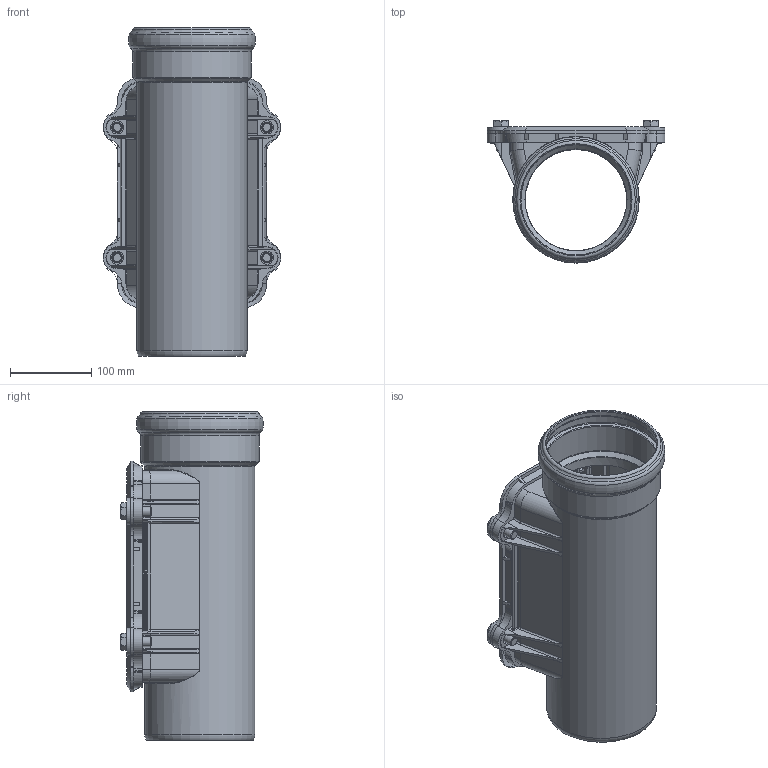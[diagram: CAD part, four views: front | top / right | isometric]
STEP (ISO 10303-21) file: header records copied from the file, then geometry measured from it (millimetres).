
FILE_DESCRIPTION(/* description */ (''),/* implementation_level */ '2;1');
FILE_NAME(/* name */ '336600 SKOLANsafeRE Reinigungsrohr DN_OD 135 Zusammenbau.stp',/* time_stamp */ '2018-01-09T14:08:34+01:00',/* author */ ('user1'),/* organization */ (''),/* preprocessor_version */ 'ST-DEVELOPER v16.1',/* originating_system */ 'Autodesk Inventor 2016',/* authorisation */ '');
FILE_SCHEMA (('AUTOMOTIVE_DESIGN { 1 0 10303 214 3 1 1 }'));
Length unit declared in the file: millimetre
Products named in the file (4): 336600 SKRE Reinigungsrohr DN_OD 135; 336600 SKRE Reinigungsrohr DN_OD 135 Deckel; ISO 4017 - M12 x 30DIN EN; 336600 SKOLANsafeRE Reinigungsrohr DN_OD 135 Zusammenbau
Assembly tree (6 placements, depth 2):
  336600 SKOLANsafeRE Reinigungsrohr DN_OD 135 Zusammenbau
    336600 SKRE Reinigungsrohr DN_OD 135
    336600 SKRE Reinigungsrohr DN_OD 135 Deckel
    ISO 4017 - M12 x 30DIN EN  x4
Bounding box: 218 x 174.79 x 403.5 mm (x, y, z)
Volume: 1446572.3 mm3; surface area: 568548.5 mm2
Topology: 6 solids, 6 shells, 634 faces, 1679 edges, 1072 vertices
Faces by surface type: plane 356, cylinder 152, cone 62, bspline 38, torus 26
Full cylindrical faces by diameter (mm): 12 x4, 13 x4, 16 x4, 16.63 x4, 124.7 x1, 135.3 x1, 135.8 x1, 136.1 x1, 145.4 x1, 147.7 x1
Entity records: 18948 total; most frequent: CARTESIAN_POINT 4460, ORIENTED_EDGE 3036, DIRECTION 2944, EDGE_CURVE 1518, LINE 1006, VECTOR 1006, VERTEX_POINT 994, AXIS2_PLACEMENT_3D 969
